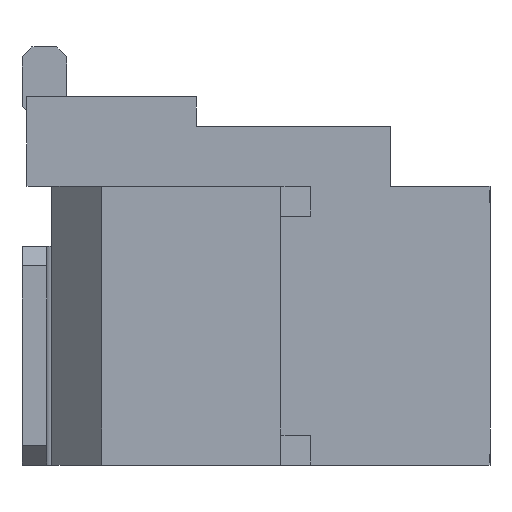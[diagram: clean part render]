
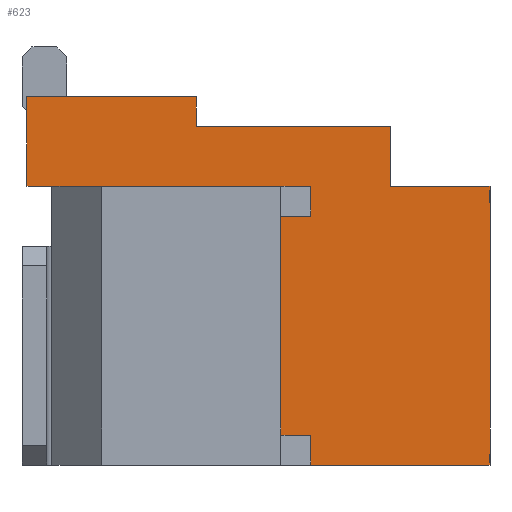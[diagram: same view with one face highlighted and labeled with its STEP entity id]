
A CAD part, left-side view. The second image highlights one B-rep face of the part: STEP entity #623.
In plain terms, the highlighted planar face has unit normal (-1, 0, 0).
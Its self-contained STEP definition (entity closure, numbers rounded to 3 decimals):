
#3 = CARTESIAN_POINT ( 'NONE',  ( -2.125, 0., 2.8 ) ) ;
#9 = DIRECTION ( 'NONE',  ( 0., 0., 1. ) ) ;
#25 = ORIENTED_EDGE ( 'NONE', *, *, #1969, .F. ) ;
#64 = VERTEX_POINT ( 'NONE', #3910 ) ;
#67 = CARTESIAN_POINT ( 'NONE',  ( -2.125, 0., 3.4 ) ) ;
#87 = VERTEX_POINT ( 'NONE', #2231 ) ;
#145 = FACE_OUTER_BOUND ( 'NONE', #1672, .T. ) ;
#146 = CARTESIAN_POINT ( 'NONE',  ( -2.125, 3.95, 3.4 ) ) ;
#155 = CARTESIAN_POINT ( 'NONE',  ( -2.125, 5.4, 2.8 ) ) ;
#193 = DIRECTION ( 'NONE',  ( 0., 0., -1. ) ) ;
#246 = CARTESIAN_POINT ( 'NONE',  ( -2.125, 0., 0.3 ) ) ;
#314 = CARTESIAN_POINT ( 'NONE',  ( -2.125, 3.95, 3.7 ) ) ;
#345 = CARTESIAN_POINT ( 'NONE',  ( -2.125, 1., 0.4 ) ) ;
#400 = EDGE_CURVE ( 'NONE', #771, #2112, #3283, .T. ) ;
#530 = VECTOR ( 'NONE', #9, 1000. ) ;
#588 = VECTOR ( 'NONE', #2052, 1000. ) ;
#609 = ORIENTED_EDGE ( 'NONE', *, *, #4059, .T. ) ;
#618 = EDGE_CURVE ( 'NONE', #64, #2683, #1505, .T. ) ;
#623 = ADVANCED_FACE ( 'NONE', ( #145 ), #4211, .F. ) ;
#771 = VERTEX_POINT ( 'NONE', #4332 ) ;
#774 = VERTEX_POINT ( 'NONE', #3940 ) ;
#907 = ORIENTED_EDGE ( 'NONE', *, *, #1125, .F. ) ;
#912 = DIRECTION ( 'NONE',  ( 0., 0., 1. ) ) ;
#916 = DIRECTION ( 'NONE',  ( 0., 0., 1. ) ) ;
#924 = EDGE_CURVE ( 'NONE', #3391, #2230, #2744, .T. ) ;
#965 = LINE ( 'NONE', #1666, #4047 ) ;
#1002 = CARTESIAN_POINT ( 'NONE',  ( -2.125, 1., 2.8 ) ) ;
#1052 = LINE ( 'NONE', #1908, #2985 ) ;
#1076 = VERTEX_POINT ( 'NONE', #2607 ) ;
#1125 = EDGE_CURVE ( 'NONE', #2112, #1361, #965, .T. ) ;
#1187 = DIRECTION ( 'NONE',  ( 1., 0., 0. ) ) ;
#1271 = DIRECTION ( 'NONE',  ( 0., 1., 0. ) ) ;
#1321 = VERTEX_POINT ( 'NONE', #1802 ) ;
#1351 = EDGE_CURVE ( 'NONE', #2683, #771, #1052, .T. ) ;
#1353 = CARTESIAN_POINT ( 'NONE',  ( -2.125, 1., 0. ) ) ;
#1361 = VERTEX_POINT ( 'NONE', #155 ) ;
#1384 = VECTOR ( 'NONE', #1749, 1000. ) ;
#1434 = DIRECTION ( 'NONE',  ( 0., -1., 0. ) ) ;
#1444 = LINE ( 'NONE', #1682, #1529 ) ;
#1505 = LINE ( 'NONE', #1884, #3972 ) ;
#1529 = VECTOR ( 'NONE', #2729, 1000. ) ;
#1590 = DIRECTION ( 'NONE',  ( 0., -1., 0. ) ) ;
#1612 = ORIENTED_EDGE ( 'NONE', *, *, #1975, .F. ) ;
#1614 = LINE ( 'NONE', #345, #530 ) ;
#1628 = CARTESIAN_POINT ( 'NONE',  ( -2.125, 0., 2.8 ) ) ;
#1658 = VECTOR ( 'NONE', #1714, 1000. ) ;
#1666 = CARTESIAN_POINT ( 'NONE',  ( -2.125, 0., 2.8 ) ) ;
#1672 = EDGE_LOOP ( 'NONE', ( #2163, #4156, #2193, #2961, #2566, #3705, #1612, #2537, #3246, #3822, #609, #25, #3790, #907, #2809 ) ) ;
#1682 = CARTESIAN_POINT ( 'NONE',  ( -2.125, 2., 0. ) ) ;
#1714 = DIRECTION ( 'NONE',  ( 0., 0., 1. ) ) ;
#1744 = DIRECTION ( 'NONE',  ( 0., 0., 1. ) ) ;
#1749 = DIRECTION ( 'NONE',  ( 0., -1., 0. ) ) ;
#1802 = CARTESIAN_POINT ( 'NONE',  ( -2.125, 2., 2.8 ) ) ;
#1834 = CARTESIAN_POINT ( 'NONE',  ( -2.125, 2., 3.4 ) ) ;
#1853 = AXIS2_PLACEMENT_3D ( 'NONE', #3212, #1187, #193 ) ;
#1877 = CARTESIAN_POINT ( 'NONE',  ( -2.125, 1., 0. ) ) ;
#1884 = CARTESIAN_POINT ( 'NONE',  ( -2.125, 3.6, 0. ) ) ;
#1908 = CARTESIAN_POINT ( 'NONE',  ( -2.125, 0., 2.5 ) ) ;
#1969 = EDGE_CURVE ( 'NONE', #2119, #1076, #3628, .T. ) ;
#1975 = EDGE_CURVE ( 'NONE', #1321, #3779, #2343, .T. ) ;
#1994 = VECTOR ( 'NONE', #1590, 1000. ) ;
#2052 = DIRECTION ( 'NONE',  ( 0., 1., 0. ) ) ;
#2112 = VERTEX_POINT ( 'NONE', #3782 ) ;
#2119 = VERTEX_POINT ( 'NONE', #4075 ) ;
#2163 = ORIENTED_EDGE ( 'NONE', *, *, #1351, .F. ) ;
#2171 = EDGE_CURVE ( 'NONE', #1361, #2119, #3119, .T. ) ;
#2193 = ORIENTED_EDGE ( 'NONE', *, *, #2684, .F. ) ;
#2224 = VECTOR ( 'NONE', #1271, 1000. ) ;
#2230 = VERTEX_POINT ( 'NONE', #1834 ) ;
#2231 = CARTESIAN_POINT ( 'NONE',  ( -2.125, 3.95, 3.7 ) ) ;
#2343 = LINE ( 'NONE', #1628, #1994 ) ;
#2537 = ORIENTED_EDGE ( 'NONE', *, *, #3732, .F. ) ;
#2566 = ORIENTED_EDGE ( 'NONE', *, *, #3752, .T. ) ;
#2607 = CARTESIAN_POINT ( 'NONE',  ( -2.125, 5.65, 3.7 ) ) ;
#2645 = VERTEX_POINT ( 'NONE', #1877 ) ;
#2683 = VERTEX_POINT ( 'NONE', #3226 ) ;
#2684 = EDGE_CURVE ( 'NONE', #774, #64, #3640, .T. ) ;
#2729 = DIRECTION ( 'NONE',  ( 0., 0., -1. ) ) ;
#2744 = LINE ( 'NONE', #67, #3907 ) ;
#2805 = VECTOR ( 'NONE', #2990, 1000. ) ;
#2809 = ORIENTED_EDGE ( 'NONE', *, *, #400, .F. ) ;
#2947 = LINE ( 'NONE', #3653, #2805 ) ;
#2961 = ORIENTED_EDGE ( 'NONE', *, *, #4277, .F. ) ;
#2985 = VECTOR ( 'NONE', #3528, 1000. ) ;
#2990 = DIRECTION ( 'NONE',  ( 0., 1., 0. ) ) ;
#3054 = LINE ( 'NONE', #3758, #3363 ) ;
#3119 = LINE ( 'NONE', #3, #588 ) ;
#3169 = EDGE_CURVE ( 'NONE', #2645, #3779, #1614, .T. ) ;
#3190 = DIRECTION ( 'NONE',  ( 0., 0., 1. ) ) ;
#3212 = CARTESIAN_POINT ( 'NONE',  ( -2.125, 0., 0. ) ) ;
#3226 = CARTESIAN_POINT ( 'NONE',  ( -2.125, 3.6, 2.5 ) ) ;
#3246 = ORIENTED_EDGE ( 'NONE', *, *, #924, .F. ) ;
#3283 = LINE ( 'NONE', #4338, #3468 ) ;
#3363 = VECTOR ( 'NONE', #1744, 1000. ) ;
#3391 = VERTEX_POINT ( 'NONE', #146 ) ;
#3468 = VECTOR ( 'NONE', #916, 1000. ) ;
#3528 = DIRECTION ( 'NONE',  ( 0., -1., 0. ) ) ;
#3557 = VECTOR ( 'NONE', #912, 1000. ) ;
#3574 = EDGE_CURVE ( 'NONE', #3391, #87, #3747, .T. ) ;
#3628 = LINE ( 'NONE', #4308, #3557 ) ;
#3640 = LINE ( 'NONE', #246, #2224 ) ;
#3653 = CARTESIAN_POINT ( 'NONE',  ( -2.125, 5.4, 3.7 ) ) ;
#3669 = CARTESIAN_POINT ( 'NONE',  ( -2.125, 2.8, 0. ) ) ;
#3701 = DIRECTION ( 'NONE',  ( 0., 1., 0. ) ) ;
#3705 = ORIENTED_EDGE ( 'NONE', *, *, #3169, .T. ) ;
#3732 = EDGE_CURVE ( 'NONE', #2230, #1321, #1444, .T. ) ;
#3747 = LINE ( 'NONE', #314, #1658 ) ;
#3752 = EDGE_CURVE ( 'NONE', #4039, #2645, #4035, .T. ) ;
#3758 = CARTESIAN_POINT ( 'NONE',  ( -2.125, 2.8, 0. ) ) ;
#3779 = VERTEX_POINT ( 'NONE', #1002 ) ;
#3782 = CARTESIAN_POINT ( 'NONE',  ( -2.125, 2.8, 2.8 ) ) ;
#3790 = ORIENTED_EDGE ( 'NONE', *, *, #2171, .F. ) ;
#3822 = ORIENTED_EDGE ( 'NONE', *, *, #3574, .T. ) ;
#3907 = VECTOR ( 'NONE', #1434, 1000. ) ;
#3910 = CARTESIAN_POINT ( 'NONE',  ( -2.125, 3.6, 0.3 ) ) ;
#3940 = CARTESIAN_POINT ( 'NONE',  ( -2.125, 2.8, 0.3 ) ) ;
#3972 = VECTOR ( 'NONE', #3190, 1000. ) ;
#4035 = LINE ( 'NONE', #1353, #1384 ) ;
#4039 = VERTEX_POINT ( 'NONE', #3669 ) ;
#4047 = VECTOR ( 'NONE', #3701, 1000. ) ;
#4059 = EDGE_CURVE ( 'NONE', #87, #1076, #2947, .T. ) ;
#4075 = CARTESIAN_POINT ( 'NONE',  ( -2.125, 5.65, 2.8 ) ) ;
#4156 = ORIENTED_EDGE ( 'NONE', *, *, #618, .F. ) ;
#4211 = PLANE ( 'NONE',  #1853 ) ;
#4277 = EDGE_CURVE ( 'NONE', #4039, #774, #3054, .T. ) ;
#4308 = CARTESIAN_POINT ( 'NONE',  ( -2.125, 5.65, 0. ) ) ;
#4332 = CARTESIAN_POINT ( 'NONE',  ( -2.125, 2.8, 2.5 ) ) ;
#4338 = CARTESIAN_POINT ( 'NONE',  ( -2.125, 2.8, 0. ) ) ;
